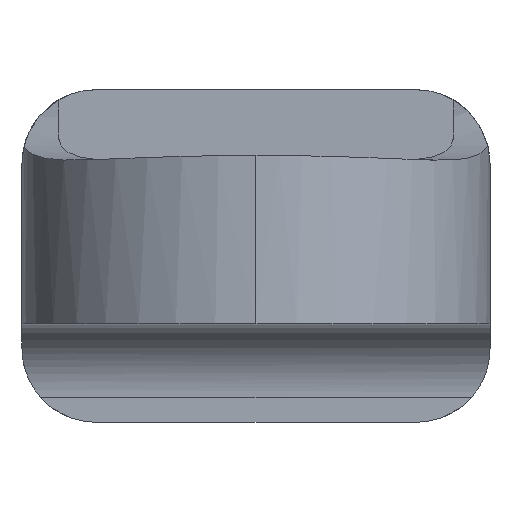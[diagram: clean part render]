
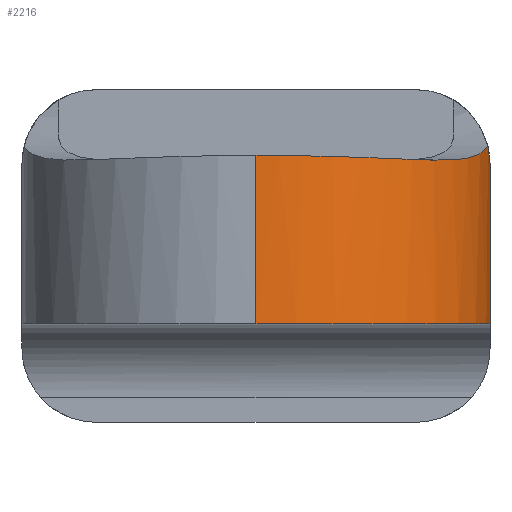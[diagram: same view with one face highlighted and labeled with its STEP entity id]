
A CAD part, left-side view. The second image highlights one B-rep face of the part: STEP entity #2216.
In plain terms, the highlighted cylindrical face has radius 19 mm (diameter 38 mm), a partial arc.
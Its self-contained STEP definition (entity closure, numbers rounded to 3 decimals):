
#63 = EDGE_CURVE ( 'NONE', #2386, #320, #1039, .T. ) ;
#65 = CARTESIAN_POINT ( 'NONE',  ( -59.159, -5.619, 13.597 ) ) ;
#78 = CARTESIAN_POINT ( 'NONE',  ( -57.878, -8.799, 13.5 ) ) ;
#91 = CARTESIAN_POINT ( 'NONE',  ( -59.897, -2.282, 13.658 ) ) ;
#264 = ORIENTED_EDGE ( 'NONE', *, *, #791, .T. ) ;
#320 = VERTEX_POINT ( 'NONE', #1390 ) ;
#338 = EDGE_LOOP ( 'NONE', ( #264, #1931, #841, #2343, #1559 ) ) ;
#388 = CARTESIAN_POINT ( 'NONE',  ( -41., -19., 11. ) ) ;
#408 = VERTEX_POINT ( 'NONE', #2358 ) ;
#417 = EDGE_CURVE ( 'NONE', #906, #767, #1718, .T. ) ;
#486 = VECTOR ( 'NONE', #1968, 1000. ) ;
#488 = CARTESIAN_POINT ( 'NONE',  ( -55.646, -12.117, 13.367 ) ) ;
#507 = CARTESIAN_POINT ( 'NONE',  ( -41., -19., 13. ) ) ;
#515 = CARTESIAN_POINT ( 'NONE',  ( -41., 0., 0. ) ) ;
#660 = CARTESIAN_POINT ( 'NONE',  ( -53.689, -14.188, 13.291 ) ) ;
#672 = CARTESIAN_POINT ( 'NONE',  ( -44.061, -18.76, 14.278 ) ) ;
#695 = AXIS2_PLACEMENT_3D ( 'NONE', #932, #1541, #2501 ) ;
#698 = CARTESIAN_POINT ( 'NONE',  ( -51.871, -15.593, 13.29 ) ) ;
#706 = CARTESIAN_POINT ( 'NONE',  ( -42.675, -18.945, 13.941 ) ) ;
#767 = VERTEX_POINT ( 'NONE', #1458 ) ;
#791 = EDGE_CURVE ( 'NONE', #320, #408, #1999, .T. ) ;
#841 = ORIENTED_EDGE ( 'NONE', *, *, #417, .F. ) ;
#867 = CARTESIAN_POINT ( 'NONE',  ( -60., -1.148, 13.667 ) ) ;
#906 = VERTEX_POINT ( 'NONE', #940 ) ;
#932 = CARTESIAN_POINT ( 'NONE',  ( -41., 0., 0. ) ) ;
#940 = CARTESIAN_POINT ( 'NONE',  ( -41., -19., 0. ) ) ;
#1038 = CARTESIAN_POINT ( 'NONE',  ( -58.374, -7.776, 13.536 ) ) ;
#1039 = B_SPLINE_CURVE_WITH_KNOTS ( 'NONE', 3,
 ( #507, #2247, #706, #1477 ),
 .UNSPECIFIED., .F., .F.,
 ( 4, 4 ),
 ( 0., 0.003 ),
 .UNSPECIFIED. ) ;
#1054 = CARTESIAN_POINT ( 'NONE',  ( -43.511, -18.833, 14.404 ) ) ;
#1060 = CARTESIAN_POINT ( 'NONE',  ( -60., 0., 0. ) ) ;
#1078 = CARTESIAN_POINT ( 'NONE',  ( -57., -10.263, 13.442 ) ) ;
#1238 = CARTESIAN_POINT ( 'NONE',  ( -59.591, -3.96, 13.632 ) ) ;
#1266 = CARTESIAN_POINT ( 'NONE',  ( -56.006, -11.668, 13.385 ) ) ;
#1278 = CARTESIAN_POINT ( 'NONE',  ( -45.702, -18.417, 13.935 ) ) ;
#1289 = CARTESIAN_POINT ( 'NONE',  ( -46.247, -18.27, 13.83 ) ) ;
#1390 = CARTESIAN_POINT ( 'NONE',  ( -43.511, -18.833, 14.404 ) ) ;
#1458 = CARTESIAN_POINT ( 'NONE',  ( -60., 0., 0. ) ) ;
#1471 = CARTESIAN_POINT ( 'NONE',  ( -54.514, -13.404, 13.317 ) ) ;
#1477 = CARTESIAN_POINT ( 'NONE',  ( -43.511, -18.833, 14.404 ) ) ;
#1504 = LINE ( 'NONE', #1060, #1618 ) ;
#1541 = DIRECTION ( 'NONE',  ( 0., 0., -1. ) ) ;
#1559 = ORIENTED_EDGE ( 'NONE', *, *, #63, .T. ) ;
#1567 = FACE_OUTER_BOUND ( 'NONE', #338, .T. ) ;
#1618 = VECTOR ( 'NONE', #1672, 1000. ) ;
#1624 = CARTESIAN_POINT ( 'NONE',  ( -48.919, -17.309, 13.438 ) ) ;
#1636 = CARTESIAN_POINT ( 'NONE',  ( -58.98, -6.169, 13.583 ) ) ;
#1646 = EDGE_CURVE ( 'NONE', #408, #767, #1504, .T. ) ;
#1662 = CARTESIAN_POINT ( 'NONE',  ( -56.684, -10.739, 13.423 ) ) ;
#1672 = DIRECTION ( 'NONE',  ( 0., 0., -1. ) ) ;
#1677 = CARTESIAN_POINT ( 'NONE',  ( -52.341, -15.255, 13.286 ) ) ;
#1718 = CIRCLE ( 'NONE', #1925, 19. ) ;
#1791 = EDGE_CURVE ( 'NONE', #2386, #906, #2145, .T. ) ;
#1818 = CARTESIAN_POINT ( 'NONE',  ( -50.912, -16.22, 13.315 ) ) ;
#1869 = CARTESIAN_POINT ( 'NONE',  ( -50.422, -16.509, 13.337 ) ) ;
#1925 = AXIS2_PLACEMENT_3D ( 'NONE', #515, #2052, #2079 ) ;
#1931 = ORIENTED_EDGE ( 'NONE', *, *, #1646, .T. ) ;
#1968 = DIRECTION ( 'NONE',  ( 0., 0., -1. ) ) ;
#1999 = B_SPLINE_CURVE_WITH_KNOTS ( 'NONE', 3,
 ( #1054, #672, #2443, #1278, #1289, #2406, #1624, #1869, #1818, #698, #1677, #660, #1471, #488, #1266, #1662, #1078, #78, #1038, #1636, #65, #2049, #1238, #91, #867, #2254 ),
 .UNSPECIFIED., .F., .F.,
 ( 4, 2, 2, 2, 2, 2, 2, 2, 2, 2, 2, 2, 4 ),
 ( 0.003, 0.004, 0.006, 0.009, 0.011, 0.013, 0.016, 0.018, 0.02, 0.023, 0.025, 0.027, 0.03 ),
 .UNSPECIFIED. ) ;
#2049 = CARTESIAN_POINT ( 'NONE',  ( -59.465, -4.516, 13.622 ) ) ;
#2052 = DIRECTION ( 'NONE',  ( 0., 0., -1. ) ) ;
#2079 = DIRECTION ( 'NONE',  ( 1., 0., 0. ) ) ;
#2145 = LINE ( 'NONE', #388, #486 ) ;
#2188 = CARTESIAN_POINT ( 'NONE',  ( -41., -19., 13. ) ) ;
#2216 = ADVANCED_FACE ( 'NONE', ( #1567 ), #2486, .T. ) ;
#2247 = CARTESIAN_POINT ( 'NONE',  ( -41.837, -19., 13.471 ) ) ;
#2254 = CARTESIAN_POINT ( 'NONE',  ( -60., 0., 13.667 ) ) ;
#2343 = ORIENTED_EDGE ( 'NONE', *, *, #1791, .F. ) ;
#2358 = CARTESIAN_POINT ( 'NONE',  ( -60., 0., 13.667 ) ) ;
#2386 = VERTEX_POINT ( 'NONE', #2188 ) ;
#2406 = CARTESIAN_POINT ( 'NONE',  ( -47.875, -17.749, 13.558 ) ) ;
#2443 = CARTESIAN_POINT ( 'NONE',  ( -44.61, -18.662, 14.16 ) ) ;
#2486 = CYLINDRICAL_SURFACE ( 'NONE', #695, 19. ) ;
#2501 = DIRECTION ( 'NONE',  ( -1., 0., 0. ) ) ;
